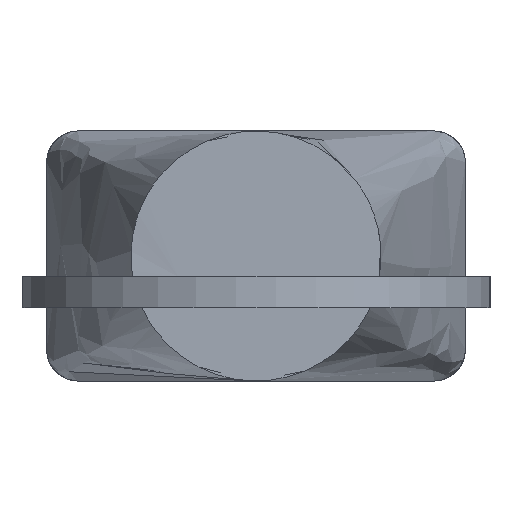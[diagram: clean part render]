
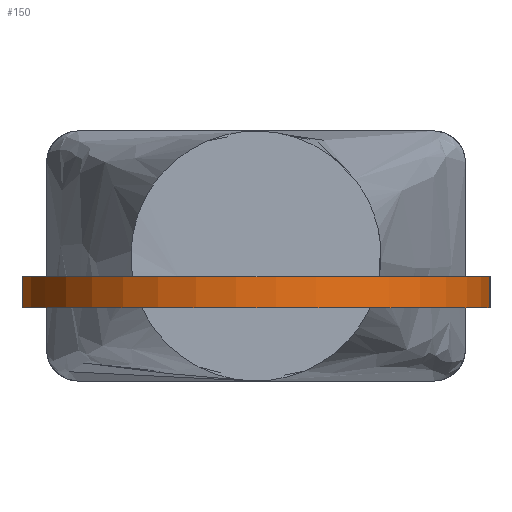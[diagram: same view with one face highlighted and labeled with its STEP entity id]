
A CAD part, left-side view. The second image highlights one B-rep face of the part: STEP entity #150.
In plain terms, the highlighted cylindrical face has radius 3.75 mm (diameter 7.5 mm), a partial arc.
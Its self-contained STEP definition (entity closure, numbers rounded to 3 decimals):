
#150 = ADVANCED_FACE( '', ( #308 ), #309, .T. );
#308 = FACE_OUTER_BOUND( '', #839, .T. );
#309 = CYLINDRICAL_SURFACE( '', #840, 3.75 );
#839 = EDGE_LOOP( '', ( #1251, #1252, #1253, #1254 ) );
#840 = AXIS2_PLACEMENT_3D( '', #1255, #1256, #1257 );
#1251 = ORIENTED_EDGE( '', *, *, #1346, .F. );
#1252 = ORIENTED_EDGE( '', *, *, #1426, .T. );
#1253 = ORIENTED_EDGE( '', *, *, #1389, .T. );
#1254 = ORIENTED_EDGE( '', *, *, #1405, .F. );
#1255 = CARTESIAN_POINT( '', ( -100., 0., 0.5 ) );
#1256 = DIRECTION( '', ( 0., 0., 1. ) );
#1257 = DIRECTION( '', ( -1., 0., 0. ) );
#1346 = EDGE_CURVE( '', #1578, #1576, #1580, .T. );
#1389 = EDGE_CURVE( '', #1649, #1647, #1650, .T. );
#1405 = EDGE_CURVE( '', #1576, #1647, #1670, .T. );
#1426 = EDGE_CURVE( '', #1578, #1649, #1696, .T. );
#1576 = VERTEX_POINT( '', #2032 );
#1578 = VERTEX_POINT( '', #2034 );
#1580 = LINE( '', #2036, #2037 );
#1647 = VERTEX_POINT( '', #2158 );
#1649 = VERTEX_POINT( '', #2160 );
#1650 = LINE( '', #2161, #2162 );
#1670 = CIRCLE( '', #2215, 3.75 );
#1696 = CIRCLE( '', #2272, 3.75 );
#2032 = CARTESIAN_POINT( '', ( -97., -2.25, 0. ) );
#2034 = CARTESIAN_POINT( '', ( -97., -2.25, 0.5 ) );
#2036 = CARTESIAN_POINT( '', ( -97., -2.25, 0.5 ) );
#2037 = VECTOR( '', #2354, 1000. );
#2158 = CARTESIAN_POINT( '', ( -97., 2.25, 0. ) );
#2160 = CARTESIAN_POINT( '', ( -97., 2.25, 0.5 ) );
#2161 = CARTESIAN_POINT( '', ( -97., 2.25, 0.5 ) );
#2162 = VECTOR( '', #2385, 1000. );
#2215 = AXIS2_PLACEMENT_3D( '', #2389, #2390, #2391 );
#2272 = AXIS2_PLACEMENT_3D( '', #2398, #2399, #2400 );
#2354 = DIRECTION( '', ( 0., 0., -1. ) );
#2385 = DIRECTION( '', ( 0., 0., -1. ) );
#2389 = CARTESIAN_POINT( '', ( -100., 0., 0. ) );
#2390 = DIRECTION( '', ( 0., 0., -1. ) );
#2391 = DIRECTION( '', ( 1., 0., 0. ) );
#2398 = CARTESIAN_POINT( '', ( -100., 0., 0.5 ) );
#2399 = DIRECTION( '', ( 0., 0., -1. ) );
#2400 = DIRECTION( '', ( 1., 0., 0. ) );
